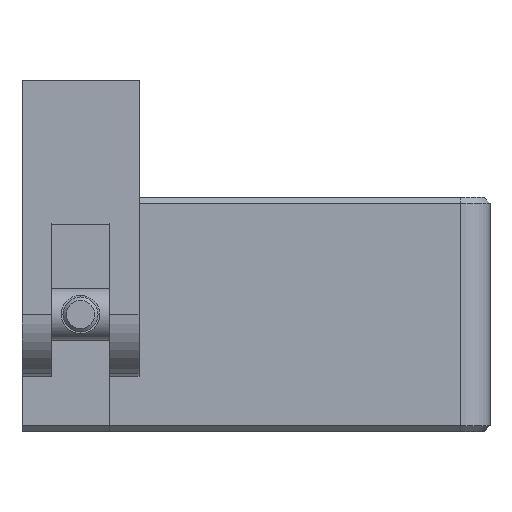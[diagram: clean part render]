
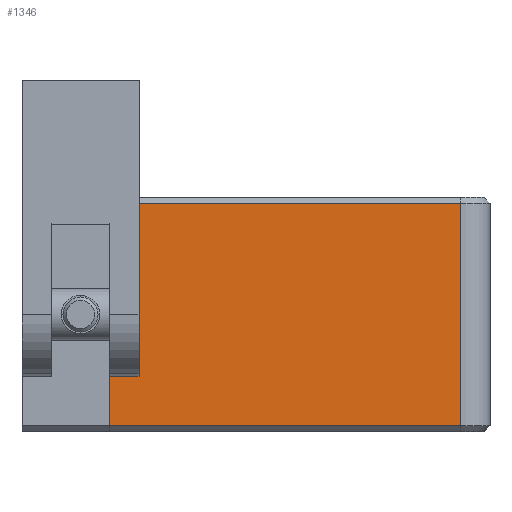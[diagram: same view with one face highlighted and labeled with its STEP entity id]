
A CAD part, left-side view. The second image highlights one B-rep face of the part: STEP entity #1346.
In plain terms, the highlighted planar face has unit normal (-1, 0, 0).
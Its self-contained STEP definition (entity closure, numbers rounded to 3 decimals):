
#1216 = EDGE_CURVE('',#1217,#1219,#1221,.T.);
#1217 = VERTEX_POINT('',#1218);
#1218 = CARTESIAN_POINT('',(-42.5,40.,-19.));
#1219 = VERTEX_POINT('',#1220);
#1220 = CARTESIAN_POINT('',(-42.5,40.,19.));
#1221 = LINE('',#1222,#1223);
#1222 = CARTESIAN_POINT('',(-42.5,40.,-20.));
#1223 = VECTOR('',#1224,1.);
#1224 = DIRECTION('',(0.,0.,1.));
#1249 = EDGE_CURVE('',#1250,#1252,#1254,.T.);
#1250 = VERTEX_POINT('',#1251);
#1251 = CARTESIAN_POINT('',(-42.5,-20.,-19.));
#1252 = VERTEX_POINT('',#1253);
#1253 = CARTESIAN_POINT('',(-42.5,-20.,19.));
#1254 = LINE('',#1255,#1256);
#1255 = CARTESIAN_POINT('',(-42.5,-20.,-20.));
#1256 = VECTOR('',#1257,1.);
#1257 = DIRECTION('',(0.,0.,1.));
#1317 = EDGE_CURVE('',#1250,#1217,#1318,.T.);
#1318 = LINE('',#1319,#1320);
#1319 = CARTESIAN_POINT('',(-42.5,-20.,-19.));
#1320 = VECTOR('',#1321,1.);
#1321 = DIRECTION('',(0.,1.,0.));
#1334 = EDGE_CURVE('',#1252,#1219,#1335,.T.);
#1335 = LINE('',#1336,#1337);
#1336 = CARTESIAN_POINT('',(-42.5,-20.,19.));
#1337 = VECTOR('',#1338,1.);
#1338 = DIRECTION('',(0.,1.,0.));
#1346 = ADVANCED_FACE('',(#1347),#1353,.T.);
#1347 = FACE_BOUND('',#1348,.T.);
#1348 = EDGE_LOOP('',(#1349,#1350,#1351,#1352));
#1349 = ORIENTED_EDGE('',*,*,#1249,.T.);
#1350 = ORIENTED_EDGE('',*,*,#1334,.T.);
#1351 = ORIENTED_EDGE('',*,*,#1216,.F.);
#1352 = ORIENTED_EDGE('',*,*,#1317,.F.);
#1353 = PLANE('',#1354);
#1354 = AXIS2_PLACEMENT_3D('',#1355,#1356,#1357);
#1355 = CARTESIAN_POINT('',(-42.5,-20.,-20.));
#1356 = DIRECTION('',(-1.,0.,0.));
#1357 = DIRECTION('',(0.,1.,0.));
